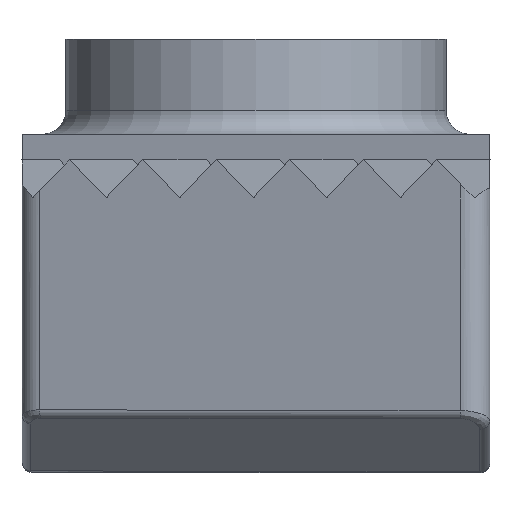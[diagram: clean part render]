
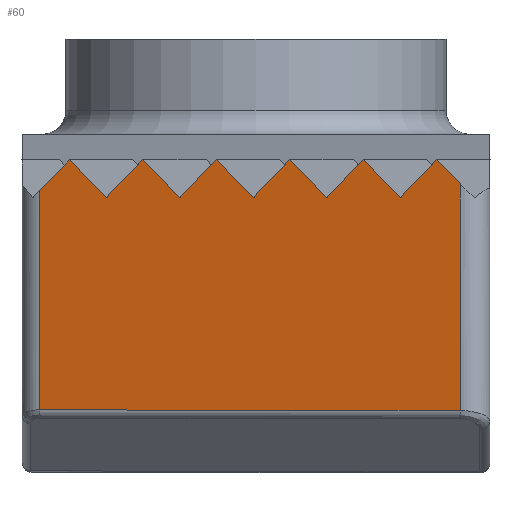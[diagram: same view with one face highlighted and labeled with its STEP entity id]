
A CAD part, left-side view. The second image highlights one B-rep face of the part: STEP entity #60.
In plain terms, the highlighted planar face has unit normal (-0.966, 0.259, 0).
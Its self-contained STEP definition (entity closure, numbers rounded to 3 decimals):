
#60=ADVANCED_FACE('',(#141),#142,.T.);
#141=FACE_OUTER_BOUND('',#336,.T.);
#142=PLANE('',#337);
#336=EDGE_LOOP('',(#735,#736,#737,#738,#739,#740,#741,#742,#743,#744,#745,#746,#747,#748,#749));
#337=AXIS2_PLACEMENT_3D('',#750,#751,#752);
#735=ORIENTED_EDGE('',*,*,#1146,.T.);
#736=ORIENTED_EDGE('',*,*,#1199,.T.);
#737=ORIENTED_EDGE('',*,*,#1200,.T.);
#738=ORIENTED_EDGE('',*,*,#1201,.T.);
#739=ORIENTED_EDGE('',*,*,#1202,.T.);
#740=ORIENTED_EDGE('',*,*,#1203,.T.);
#741=ORIENTED_EDGE('',*,*,#1204,.T.);
#742=ORIENTED_EDGE('',*,*,#1205,.T.);
#743=ORIENTED_EDGE('',*,*,#1206,.T.);
#744=ORIENTED_EDGE('',*,*,#1207,.T.);
#745=ORIENTED_EDGE('',*,*,#1208,.T.);
#746=ORIENTED_EDGE('',*,*,#1209,.T.);
#747=ORIENTED_EDGE('',*,*,#1210,.T.);
#748=ORIENTED_EDGE('',*,*,#1211,.T.);
#749=ORIENTED_EDGE('',*,*,#1212,.T.);
#750=CARTESIAN_POINT('',(-22.823,12.3,-500000.0));
#751=DIRECTION('',(-0.966,0.259,0.0));
#752=DIRECTION('',(-0.259,-0.966,0.0));
#1146=EDGE_CURVE('',#1317,#1308,#1318,.F.);
#1199=EDGE_CURVE('',#1308,#1410,#1411,.F.);
#1200=EDGE_CURVE('',#1410,#1412,#1413,.T.);
#1201=EDGE_CURVE('',#1412,#1414,#1415,.T.);
#1202=EDGE_CURVE('',#1414,#1416,#1417,.T.);
#1203=EDGE_CURVE('',#1416,#1418,#1419,.T.);
#1204=EDGE_CURVE('',#1418,#1420,#1421,.T.);
#1205=EDGE_CURVE('',#1420,#1422,#1423,.T.);
#1206=EDGE_CURVE('',#1422,#1424,#1425,.T.);
#1207=EDGE_CURVE('',#1424,#1426,#1427,.T.);
#1208=EDGE_CURVE('',#1426,#1428,#1429,.T.);
#1209=EDGE_CURVE('',#1428,#1430,#1431,.T.);
#1210=EDGE_CURVE('',#1430,#1432,#1433,.T.);
#1211=EDGE_CURVE('',#1432,#1434,#1435,.T.);
#1212=EDGE_CURVE('',#1434,#1317,#1436,.T.);
#1308=VERTEX_POINT('',#1579);
#1317=VERTEX_POINT('',#1589);
#1318=LINE('',#1590,#1591);
#1410=VERTEX_POINT('',#1718);
#1411=LINE('',#1719,#1720);
#1412=VERTEX_POINT('',#1721);
#1413=LINE('',#1722,#1723);
#1414=VERTEX_POINT('',#1724);
#1415=LINE('',#1725,#1726);
#1416=VERTEX_POINT('',#1727);
#1417=LINE('',#1728,#1729);
#1418=VERTEX_POINT('',#1730);
#1419=LINE('',#1731,#1732);
#1420=VERTEX_POINT('',#1733);
#1421=LINE('',#1734,#1735);
#1422=VERTEX_POINT('',#1736);
#1423=LINE('',#1737,#1738);
#1424=VERTEX_POINT('',#1739);
#1425=LINE('',#1740,#1741);
#1426=VERTEX_POINT('',#1742);
#1427=LINE('',#1743,#1744);
#1428=VERTEX_POINT('',#1745);
#1429=LINE('',#1746,#1747);
#1430=VERTEX_POINT('',#1748);
#1431=LINE('',#1749,#1750);
#1432=VERTEX_POINT('',#1751);
#1433=LINE('',#1752,#1753);
#1434=VERTEX_POINT('',#1754);
#1435=LINE('',#1755,#1756);
#1436=LINE('',#1757,#1758);
#1579=CARTESIAN_POINT('',(-23.071,11.374,-14.486));
#1589=CARTESIAN_POINT('',(-23.071,11.374,-2.966));
#1590=CARTESIAN_POINT('',(-23.071,11.374,-500000.0));
#1591=VECTOR('',#1991,1.0);
#1718=CARTESIAN_POINT('',(-28.993,-10.726,-14.519));
#1719=CARTESIAN_POINT('',(-211.396,-691.464,-15.546));
#1720=VECTOR('',#2078,1.0);
#1721=CARTESIAN_POINT('',(-28.993,-10.726,-2.612));
#1722=CARTESIAN_POINT('',(-28.993,-10.726,-500000.0));
#1723=VECTOR('',#2079,1.0);
#1724=CARTESIAN_POINT('',(-28.666,-9.507,-1.349));
#1725=CARTESIAN_POINT('',(-64730.331,-241479.408,-249989.386));
#1726=VECTOR('',#2080,1.0);
#1727=CARTESIAN_POINT('',(-28.148,-7.575,-3.349));
#1728=CARTESIAN_POINT('',(64678.843,241482.202,-250011.963));
#1729=VECTOR('',#2081,1.0);
#1730=CARTESIAN_POINT('',(-27.63,-5.643,-1.349));
#1731=CARTESIAN_POINT('',(-64729.813,-241477.477,-249991.386));
#1732=VECTOR('',#2082,1.0);
#1733=CARTESIAN_POINT('',(-27.113,-3.711,-3.349));
#1734=CARTESIAN_POINT('',(64679.36,241484.133,-250009.963));
#1735=VECTOR('',#2083,1.0);
#1736=CARTESIAN_POINT('',(-26.595,-1.779,-1.349));
#1737=CARTESIAN_POINT('',(-64729.296,-241475.545,-249993.386));
#1738=VECTOR('',#2084,1.0);
#1739=CARTESIAN_POINT('',(-26.078,0.152,-3.349));
#1740=CARTESIAN_POINT('',(64679.878,241486.065,-250007.963));
#1741=VECTOR('',#2085,1.0);
#1742=CARTESIAN_POINT('',(-25.56,2.084,-1.349));
#1743=CARTESIAN_POINT('',(-64728.778,-241473.613,-249995.386));
#1744=VECTOR('',#2086,1.0);
#1745=CARTESIAN_POINT('',(-25.042,4.016,-3.349));
#1746=CARTESIAN_POINT('',(64680.395,241487.997,-250005.963));
#1747=VECTOR('',#2087,1.0);
#1748=CARTESIAN_POINT('',(-24.525,5.948,-1.349));
#1749=CARTESIAN_POINT('',(-64728.26,-241471.681,-249997.386));
#1750=VECTOR('',#2088,1.0);
#1751=CARTESIAN_POINT('',(-24.007,7.88,-3.349));
#1752=CARTESIAN_POINT('',(64680.913,241489.929,-250003.963));
#1753=VECTOR('',#2089,1.0);
#1754=CARTESIAN_POINT('',(-23.489,9.812,-1.349));
#1755=CARTESIAN_POINT('',(-64727.743,-241469.749,-249999.386));
#1756=VECTOR('',#2090,1.0);
#1757=CARTESIAN_POINT('',(64681.431,241491.861,-250001.963));
#1758=VECTOR('',#2091,1.0);
#1991=DIRECTION('',(0.0,0.0,1.0));
#2078=DIRECTION('',(0.259,0.966,0.001));
#2079=DIRECTION('',(0.0,0.0,1.0));
#2080=DIRECTION('',(0.183,0.683,0.707));
#2081=DIRECTION('',(0.183,0.683,-0.707));
#2082=DIRECTION('',(0.183,0.683,0.707));
#2083=DIRECTION('',(0.183,0.683,-0.707));
#2084=DIRECTION('',(0.183,0.683,0.707));
#2085=DIRECTION('',(0.183,0.683,-0.707));
#2086=DIRECTION('',(0.183,0.683,0.707));
#2087=DIRECTION('',(0.183,0.683,-0.707));
#2088=DIRECTION('',(0.183,0.683,0.707));
#2089=DIRECTION('',(0.183,0.683,-0.707));
#2090=DIRECTION('',(0.183,0.683,0.707));
#2091=DIRECTION('',(0.183,0.683,-0.707));
